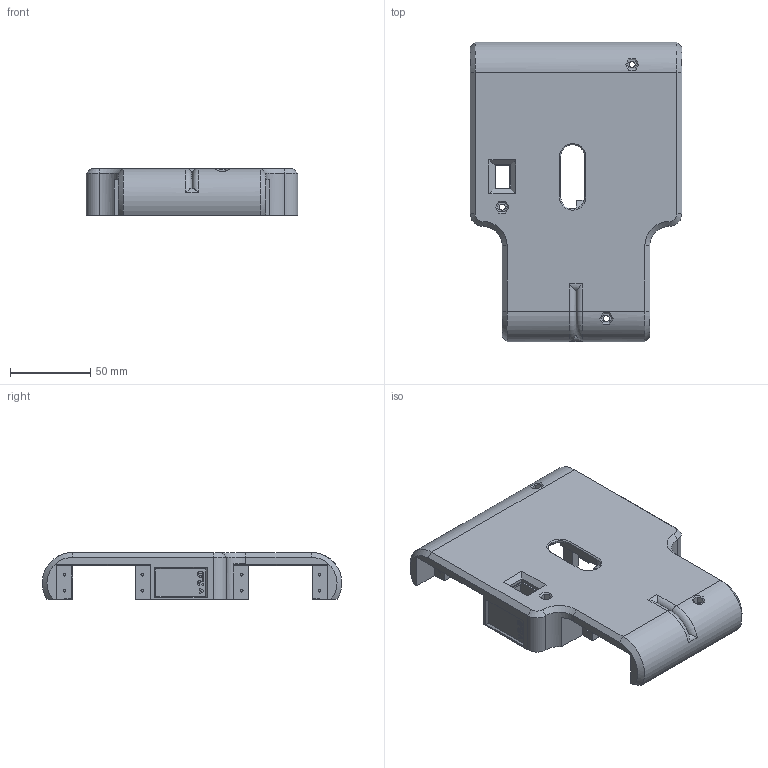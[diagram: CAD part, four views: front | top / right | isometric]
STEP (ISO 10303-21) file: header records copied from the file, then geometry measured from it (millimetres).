
FILE_DESCRIPTION(/* description */ ('','CAx-IF Rec.Pracs.---Representation and Presentation of Product Manufacturing Information (PMI)---4.0---2014-10-13'),/* implementation_level */ '2;1');
FILE_NAME(/* name */ 'wsbot torso v28.step',/* time_stamp */ '2025-01-31T00:56:54+01:00',/* author */ (''),/* organization */ (''),/* preprocessor_version */ 'ST-DEVELOPER v20',/* originating_system */ 'Autodesk Translation Framework v13.20.0.188',/* authorisation */ '');
FILE_SCHEMA (('AP242_MANAGED_MODEL_BASED_3D_ENGINEERING_MIM_LF { 1 0 10303 442 1 1 4 }'));
Length unit declared in the file: millimetre
Products named in the file (1): wsbot torso
Bounding box: 132 x 186.89 x 29.25 mm (x, y, z)
Volume: 260430.9 mm3; surface area: 74808.1 mm2
Topology: 1 solids, 1 shells, 718 faces, 1981 edges, 1309 vertices
Faces by surface type: plane 348, bspline 322, cylinder 36, cone 10, torus 2
Full cylindrical faces by diameter (mm): 1.7 x2, 1.8 x16, 3.7 x3
Entity records: 25826 total; most frequent: CARTESIAN_POINT 9665, ORIENTED_EDGE 3962, DIRECTION 2193, EDGE_CURVE 1981, VERTEX_POINT 1309, LINE 1215, VECTOR 1215, EDGE_LOOP 776
